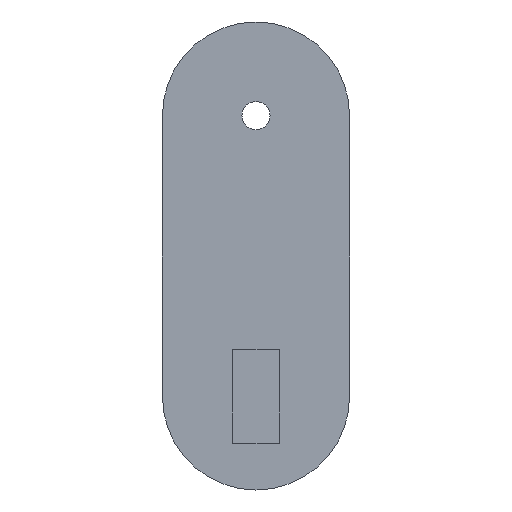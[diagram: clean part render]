
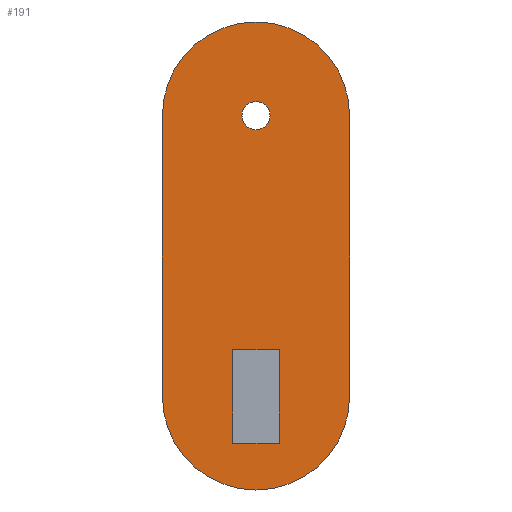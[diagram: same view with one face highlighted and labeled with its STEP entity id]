
A CAD part, left-side view. The second image highlights one B-rep face of the part: STEP entity #191.
In plain terms, the highlighted planar face has unit normal (-1, 0, 0).
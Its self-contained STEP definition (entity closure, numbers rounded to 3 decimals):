
#2 = ORIENTED_EDGE ( 'NONE', *, *, #78, .T. ) ;
#7 = CIRCLE ( 'NONE', #119, 40. ) ;
#8 = VERTEX_POINT ( 'NONE', #95 ) ;
#12 = CARTESIAN_POINT ( 'NONE',  ( 0., 50., -180. ) ) ;
#13 = EDGE_CURVE ( 'NONE', #469, #53, #384, .T. ) ;
#27 = DIRECTION ( 'NONE',  ( 0., 0., 1. ) ) ;
#29 = EDGE_CURVE ( 'NONE', #53, #310, #54, .T. ) ;
#32 = CARTESIAN_POINT ( 'NONE',  ( 0., 30., -180. ) ) ;
#38 = CARTESIAN_POINT ( 'NONE',  ( 0., 40., -40. ) ) ;
#39 = CARTESIAN_POINT ( 'NONE',  ( 0., 40., -160. ) ) ;
#42 = ORIENTED_EDGE ( 'NONE', *, *, #210, .F. ) ;
#43 = VERTEX_POINT ( 'NONE', #89 ) ;
#45 = ORIENTED_EDGE ( 'NONE', *, *, #146, .F. ) ;
#52 = VECTOR ( 'NONE', #123, 1000. ) ;
#53 = VERTEX_POINT ( 'NONE', #158 ) ;
#54 = LINE ( 'NONE', #12, #199 ) ;
#58 = DIRECTION ( 'NONE',  ( 0., 0., -1. ) ) ;
#66 = DIRECTION ( 'NONE',  ( -1., 0., 0. ) ) ;
#67 = EDGE_CURVE ( 'NONE', #309, #469, #275, .T. ) ;
#70 = DIRECTION ( 'NONE',  ( 0., 0., 1. ) ) ;
#72 = CIRCLE ( 'NONE', #314, 40. ) ;
#78 = EDGE_CURVE ( 'NONE', #8, #157, #99, .T. ) ;
#81 = CIRCLE ( 'NONE', #227, 40. ) ;
#84 = EDGE_CURVE ( 'NONE', #157, #8, #338, .T. ) ;
#89 = CARTESIAN_POINT ( 'NONE',  ( 0., 80., -160. ) ) ;
#95 = CARTESIAN_POINT ( 'NONE',  ( 0., 40., -34. ) ) ;
#99 = CIRCLE ( 'NONE', #455, 6. ) ;
#102 = CARTESIAN_POINT ( 'NONE',  ( 0., 0., -200. ) ) ;
#117 = DIRECTION ( 'NONE',  ( 0., 0., 1. ) ) ;
#119 = AXIS2_PLACEMENT_3D ( 'NONE', #38, #264, #70 ) ;
#123 = DIRECTION ( 'NONE',  ( 0., 1., 0. ) ) ;
#125 = DIRECTION ( 'NONE',  ( 0., 0., -1. ) ) ;
#131 = DIRECTION ( 'NONE',  ( 0., 0., 1. ) ) ;
#133 = CARTESIAN_POINT ( 'NONE',  ( 0., 0., -40. ) ) ;
#139 = FACE_BOUND ( 'NONE', #374, .T. ) ;
#140 = CARTESIAN_POINT ( 'NONE',  ( 0., 40., 0. ) ) ;
#146 = EDGE_CURVE ( 'NONE', #43, #419, #438, .T. ) ;
#147 = CARTESIAN_POINT ( 'NONE',  ( 0., 30., -140. ) ) ;
#149 = ORIENTED_EDGE ( 'NONE', *, *, #84, .T. ) ;
#157 = VERTEX_POINT ( 'NONE', #478 ) ;
#158 = CARTESIAN_POINT ( 'NONE',  ( 0., 50., -140. ) ) ;
#186 = DIRECTION ( 'NONE',  ( 0., 0., 1. ) ) ;
#190 = ORIENTED_EDGE ( 'NONE', *, *, #461, .T. ) ;
#191 = ADVANCED_FACE ( 'NONE', ( #139, #481, #284 ), #433, .T. ) ;
#199 = VECTOR ( 'NONE', #125, 1000. ) ;
#201 = ORIENTED_EDGE ( 'NONE', *, *, #360, .F. ) ;
#207 = DIRECTION ( 'NONE',  ( 0., 0., 1. ) ) ;
#210 = EDGE_CURVE ( 'NONE', #342, #283, #365, .T. ) ;
#220 = CARTESIAN_POINT ( 'NONE',  ( 0., 80., -40. ) ) ;
#227 = AXIS2_PLACEMENT_3D ( 'NONE', #39, #304, #117 ) ;
#238 = VECTOR ( 'NONE', #392, 1000. ) ;
#246 = LINE ( 'NONE', #248, #238 ) ;
#248 = CARTESIAN_POINT ( 'NONE',  ( 0., 50., -180. ) ) ;
#254 = VECTOR ( 'NONE', #58, 1000. ) ;
#264 = DIRECTION ( 'NONE',  ( -1., 0., 0. ) ) ;
#275 = LINE ( 'NONE', #313, #489 ) ;
#279 = CARTESIAN_POINT ( 'NONE',  ( 0., 40., -40. ) ) ;
#283 = VERTEX_POINT ( 'NONE', #366 ) ;
#284 = FACE_OUTER_BOUND ( 'NONE', #451, .T. ) ;
#294 = CARTESIAN_POINT ( 'NONE',  ( 0., 40., -40. ) ) ;
#297 = DIRECTION ( 'NONE',  ( -1., 0., 0. ) ) ;
#300 = VECTOR ( 'NONE', #131, 1000. ) ;
#302 = VERTEX_POINT ( 'NONE', #140 ) ;
#304 = DIRECTION ( 'NONE',  ( -1., 0., 0. ) ) ;
#309 = VERTEX_POINT ( 'NONE', #32 ) ;
#310 = VERTEX_POINT ( 'NONE', #471 ) ;
#311 = CARTESIAN_POINT ( 'NONE',  ( 0., 40., -40. ) ) ;
#313 = CARTESIAN_POINT ( 'NONE',  ( 0., 30., -180. ) ) ;
#314 = AXIS2_PLACEMENT_3D ( 'NONE', #294, #297, #186 ) ;
#321 = AXIS2_PLACEMENT_3D ( 'NONE', #430, #66, #27 ) ;
#338 = CIRCLE ( 'NONE', #447, 6. ) ;
#340 = ORIENTED_EDGE ( 'NONE', *, *, #29, .F. ) ;
#342 = VERTEX_POINT ( 'NONE', #133 ) ;
#351 = CARTESIAN_POINT ( 'NONE',  ( 0., 50., -140. ) ) ;
#360 = EDGE_CURVE ( 'NONE', #310, #309, #246, .T. ) ;
#365 = LINE ( 'NONE', #102, #254 ) ;
#366 = CARTESIAN_POINT ( 'NONE',  ( 0., 0., -160. ) ) ;
#368 = ORIENTED_EDGE ( 'NONE', *, *, #13, .F. ) ;
#374 = EDGE_LOOP ( 'NONE', ( #201, #340, #368, #412 ) ) ;
#378 = DIRECTION ( 'NONE',  ( 1., 0., 0. ) ) ;
#384 = LINE ( 'NONE', #351, #52 ) ;
#392 = DIRECTION ( 'NONE',  ( 0., -1., 0. ) ) ;
#412 = ORIENTED_EDGE ( 'NONE', *, *, #67, .F. ) ;
#419 = VERTEX_POINT ( 'NONE', #220 ) ;
#426 = ORIENTED_EDGE ( 'NONE', *, *, #470, .T. ) ;
#427 = DIRECTION ( 'NONE',  ( 1., 0., 0. ) ) ;
#428 = EDGE_CURVE ( 'NONE', #43, #283, #81, .T. ) ;
#430 = CARTESIAN_POINT ( 'NONE',  ( 0., 0., 0. ) ) ;
#433 = PLANE ( 'NONE',  #321 ) ;
#436 = CARTESIAN_POINT ( 'NONE',  ( 0., 80., 0. ) ) ;
#438 = LINE ( 'NONE', #436, #300 ) ;
#443 = ORIENTED_EDGE ( 'NONE', *, *, #428, .T. ) ;
#447 = AXIS2_PLACEMENT_3D ( 'NONE', #279, #427, #456 ) ;
#451 = EDGE_LOOP ( 'NONE', ( #45, #443, #42, #190, #426 ) ) ;
#455 = AXIS2_PLACEMENT_3D ( 'NONE', #311, #378, #463 ) ;
#456 = DIRECTION ( 'NONE',  ( 0., 0., -1. ) ) ;
#461 = EDGE_CURVE ( 'NONE', #342, #302, #7, .T. ) ;
#463 = DIRECTION ( 'NONE',  ( 0., 0., -1. ) ) ;
#469 = VERTEX_POINT ( 'NONE', #147 ) ;
#470 = EDGE_CURVE ( 'NONE', #302, #419, #72, .T. ) ;
#471 = CARTESIAN_POINT ( 'NONE',  ( 0., 50., -180. ) ) ;
#478 = CARTESIAN_POINT ( 'NONE',  ( 0., 40., -46. ) ) ;
#481 = FACE_BOUND ( 'NONE', #492, .T. ) ;
#489 = VECTOR ( 'NONE', #207, 1000. ) ;
#492 = EDGE_LOOP ( 'NONE', ( #149, #2 ) ) ;
